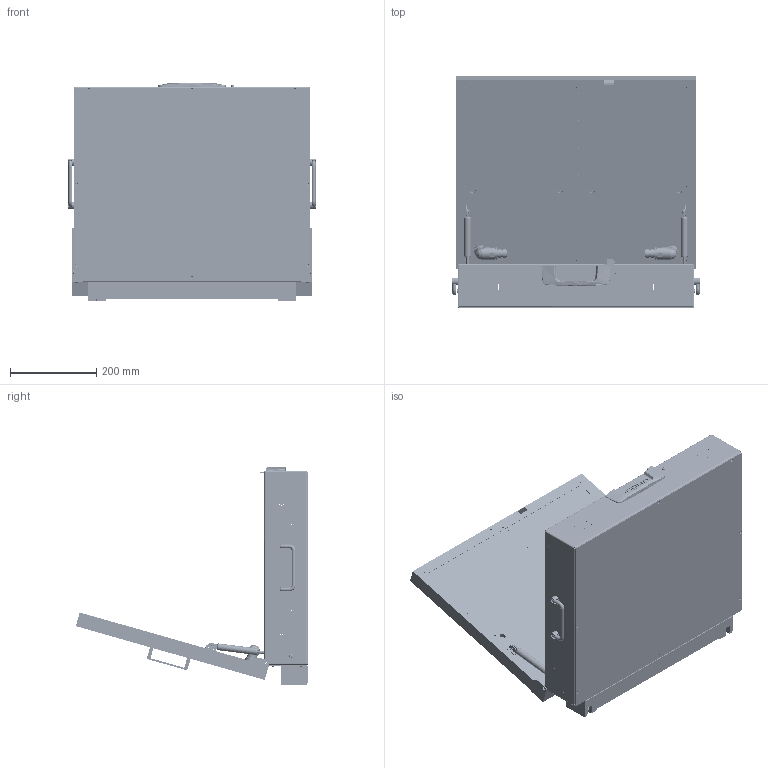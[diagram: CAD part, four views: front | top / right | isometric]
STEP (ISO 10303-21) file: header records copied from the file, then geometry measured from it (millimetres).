
FILE_DESCRIPTION (( 'STEP AP214' ), '1' );
FILE_NAME ('INGUN_114646_open.STEP', '2024-02-06T14:56:34', ( '' ), ( '' ), 'SwSTEP 2.0', 'SolidWorks 2021', '' );
FILE_SCHEMA (( 'AUTOMOTIVE_DESIGN' ));
Length unit declared in the file: millimetre
Products named in the file (58): 112079~7_S; 112025~2_S; ISO7380~n_M04,0x008; 112132~0_S; 100974~1_KUNDE<S>; 113687~0_S; 109715~1_S; 11657~0; 113689~1; DIN7991~n_M03,0x006; 49317~0; 113686~0_S; 112087~2_S; INGUN_114646_open; DIN912~n_M04,0x012; 109717~0; 114554~0_Kunde<S>; 32171~0_S; 113590~0_S; 114196_003~0; 112034~0_S; 115289~0_S; 114196_002~0; 112035~1; 114097~2_KUNDE<S>; DIN125~n_04,3 M04,0; 110324~0_Spring Pin 3 x 14 - St; 11655~0; 114196_001~0; Gewindebuchse~n_M04-07,5 offen; 111995~2_S; 112992~2_S; 114094~1_S; ISO7380~n_M03,0x005; DIN7991~n_M03,0x012; 31788~1_flexibel<Standard>; 114196~0; 112176~0_S; 115769~0_S; 112093~1 ...
Assembly tree (120 placements, depth 5):
  INGUN_114646_open
    113687~0_S
      113686~0_S
      32171~0_S
      112992~2_S  x2
      49317~0  x2
      114196~0  x2
        114196_001~0
        114196_002~0
        114196_003~0
        114196_004~0_S
      DIN912~n_M04,0x012
      112024~0_S
      112025~2_S
      DIN125~n_04,3 M04,0
      DIN985-A2~n_M04,0
      112026~0_Mitte<S>
      ISO7380~n_M03,0x005
      114364~0_S
    114097~2_KUNDE<S>
      115769~0_S
        114098~1_S
        Gewindebuchse~n_M04-07,5 offen  x8
      114094~1_S  x2
      114554~0_Kunde<S>  x2
        100974~1_KUNDE<S>
        100974~1_KUNDE<S>
      112079~7_S
      114101~0_S
      1607~1  x4
      112176~0_S  x2
        112087~2_S
          111995~2_S
          115289~0_S
        49317~0
      19420~3  x2
      11657~0  x2
      11655~0  x2
    31788~1_ausgefahren<Standard>
      K_02037~0_Standard ohne Dyn Punkt<Standard>
      K_02038~0
    31788~1_flexibel<Standard>
      K_02037~0_Standard ohne Dyn Punkt<Standard>
      K_02038~0
    112094~1_S
      112093~1
      DIN7991~n_M03,0x006  x8
    113590~0_S
      113689~1
      DIN125~n_04,3 M04,0  x4
      ISO7380~n_M04,0x008  x4
    109715~1_S
      112132~0_S
      112034~0_S
      112036~0_S  x2
      112035~1  x2
      109717~0  x2
      45545~0_S  x2
      DIN923~n_M04x03  x2
      DIN988~n_06x12x0,1  x4
Bounding box: 574 x 539.45 x 507.82 mm (x, y, z)
Volume: 5842403.8 mm3; surface area: 2696960.5 mm2
Topology: 118 solids, 118 shells, 4867 faces, 11869 edges, 7547 vertices
Faces by surface type: plane 2290, cylinder 1904, cone 442, torus 120, bspline 111
Entity records: 88318 total; most frequent: CARTESIAN_POINT 26476, DIRECTION 12518, ORIENTED_EDGE 11618, EDGE_CURVE 5809, AXIS2_PLACEMENT_3D 4694, VERTEX_POINT 3710, LINE 3130, VECTOR 3130
